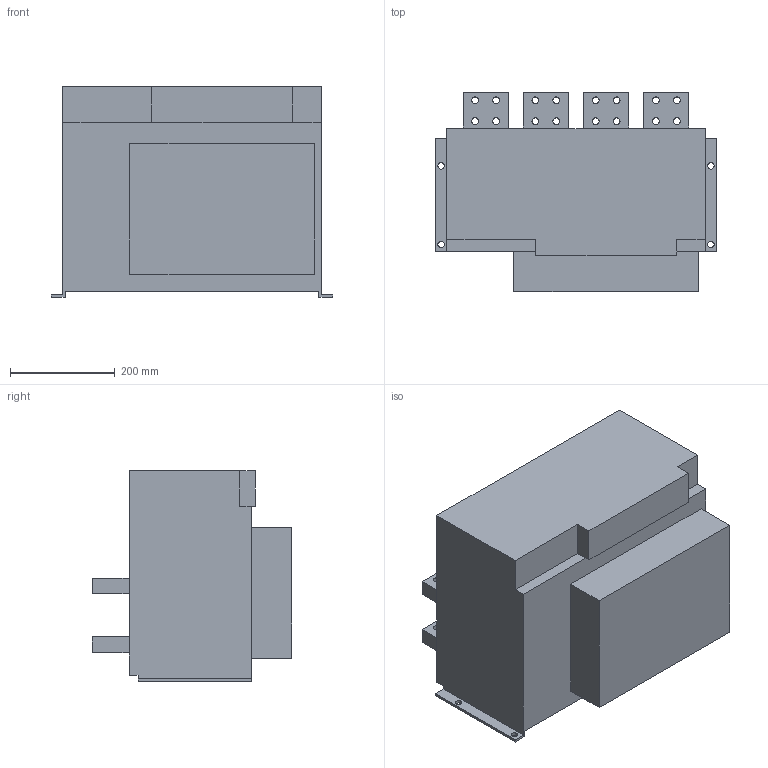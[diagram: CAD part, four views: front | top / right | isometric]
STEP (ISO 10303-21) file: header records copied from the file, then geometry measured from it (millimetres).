
FILE_DESCRIPTION(/* description */ (''),/* implementation_level */ '2;1');
FILE_NAME(/* name */ '3200 FIX 4P 3200A.stp',/* time_stamp */ '2024-12-16T16:30:57+08:00',/* author */ (''),/* organization */ (''),/* preprocessor_version */ 'ST-DEVELOPER v16',/* originating_system */ 'SIEMENS PLM Software NX 10.0',/* authorisation */ '');
FILE_SCHEMA (('CONFIG_CONTROL_DESIGN'));
Length unit declared in the file: millimetre
Products named in the file (1): 3200 FIX 4P
Bounding box: 537 x 380 x 402 mm (x, y, z)
Volume: 52772105.1 mm3; surface area: 1084631.4 mm2
Topology: 1 solids, 1 shells, 105 faces, 300 edges, 206 vertices
Faces by surface type: plane 69, cylinder 36
Full cylindrical faces by diameter (mm): 12 x4, 13 x32
Entity records: 3318 total; most frequent: CARTESIAN_POINT 536, DIRECTION 528, ORIENTED_EDGE 488, EDGE_CURVE 244, EDGE_LOOP 222, VERTEX_POINT 186, AXIS2_PLACEMENT_3D 178, FACE_BOUND 175
